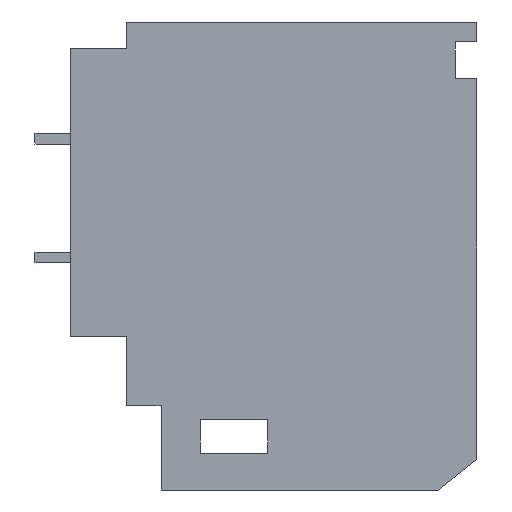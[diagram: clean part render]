
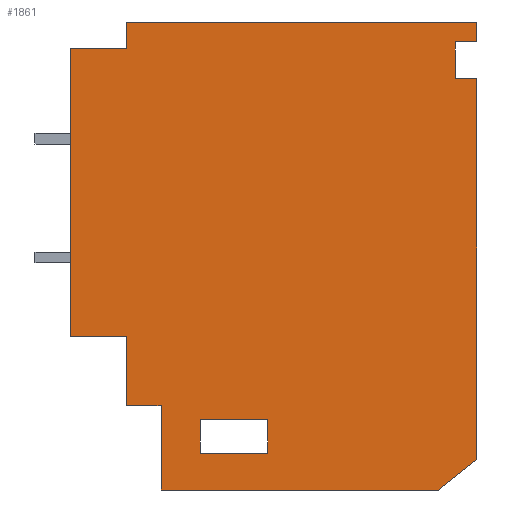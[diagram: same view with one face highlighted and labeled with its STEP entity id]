
A CAD part, left-side view. The second image highlights one B-rep face of the part: STEP entity #1861.
In plain terms, the highlighted planar face has unit normal (-1, 0, 0).
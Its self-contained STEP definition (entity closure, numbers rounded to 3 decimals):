
#22=DIRECTION('',(0.,-0.785,0.619));
#23=VECTOR('',#22,37.015);
#24=CARTESIAN_POINT('',(0.,-302.432,-351.));
#25=LINE('',#24,#23);
#26=DIRECTION('',(0.,1.,0.));
#27=VECTOR('',#26,207.878);
#28=CARTESIAN_POINT('',(0.,-302.432,-351.));
#29=LINE('',#28,#27);
#30=DIRECTION('',(0.,0.,1.));
#31=VECTOR('',#30,63.086);
#32=CARTESIAN_POINT('',(0.,-94.555,-351.));
#33=LINE('',#32,#31);
#34=DIRECTION('',(0.,-1.,0.));
#35=VECTOR('',#34,26.055);
#36=CARTESIAN_POINT('',(0.,-68.5,-287.914));
#37=LINE('',#36,#35);
#38=DIRECTION('',(0.,0.,-1.));
#39=VECTOR('',#38,51.835);
#40=CARTESIAN_POINT('',(0.,-68.5,-236.079));
#41=LINE('',#40,#39);
#42=DIRECTION('',(0.,-1.,0.));
#43=VECTOR('',#42,42.);
#44=CARTESIAN_POINT('',(0.,-26.5,-236.079));
#45=LINE('',#44,#43);
#46=DIRECTION('',(0.,-1.,0.));
#47=VECTOR('',#46,42.);
#48=CARTESIAN_POINT('',(0.,-26.5,-20.));
#49=LINE('',#48,#47);
#50=DIRECTION('',(0.,0.,-1.));
#51=VECTOR('',#50,20.);
#52=CARTESIAN_POINT('',(0.,-68.5,0.));
#53=LINE('',#52,#51);
#54=DIRECTION('',(0.,-1.,0.));
#55=VECTOR('',#54,263.);
#56=CARTESIAN_POINT('',(0.,-68.5,0.));
#57=LINE('',#56,#55);
#58=DIRECTION('',(0.,0.,-1.));
#59=VECTOR('',#58,14.877);
#60=CARTESIAN_POINT('',(0.,-331.5,0.));
#61=LINE('',#60,#59);
#62=DIRECTION('',(0.,1.,0.));
#63=VECTOR('',#62,16.488);
#64=CARTESIAN_POINT('',(0.,-331.5,-14.877));
#65=LINE('',#64,#63);
#66=DIRECTION('',(0.,0.,1.));
#67=VECTOR('',#66,27.607);
#68=CARTESIAN_POINT('',(0.,-315.012,-42.484));
#69=LINE('',#68,#67);
#70=DIRECTION('',(0.,1.,0.));
#71=VECTOR('',#70,16.488);
#72=CARTESIAN_POINT('',(0.,-331.5,-42.484));
#73=LINE('',#72,#71);
#74=DIRECTION('',(0.,0.,-1.));
#75=VECTOR('',#74,285.599);
#76=CARTESIAN_POINT('',(0.,-331.5,-42.484));
#77=LINE('',#76,#75);
#78=DIRECTION('',(0.,0.,1.));
#79=VECTOR('',#78,25.036);
#80=CARTESIAN_POINT('',(0.,-123.798,-323.347));
#81=LINE('',#80,#79);
#82=DIRECTION('',(0.,1.,0.));
#83=VECTOR('',#82,50.748);
#84=CARTESIAN_POINT('',(0.,-174.546,-323.347));
#85=LINE('',#84,#83);
#86=DIRECTION('',(0.,0.,-1.));
#87=VECTOR('',#86,25.036);
#88=CARTESIAN_POINT('',(0.,-174.546,-298.311));
#89=LINE('',#88,#87);
#90=DIRECTION('',(0.,-1.,0.));
#91=VECTOR('',#90,50.748);
#92=CARTESIAN_POINT('',(0.,-123.798,-298.311));
#93=LINE('',#92,#91);
#498=DIRECTION('',(0.,0.,-1.));
#499=VECTOR('',#498,216.079);
#500=CARTESIAN_POINT('',(0.,-26.5,-20.));
#501=LINE('',#500,#499);
#1382=CARTESIAN_POINT('',(0.,-331.5,0.));
#1384=VERTEX_POINT('',#1382);
#1610=CARTESIAN_POINT('',(0.,-94.555,-351.));
#1611=CARTESIAN_POINT('',(0.,-94.555,-287.914));
#1612=VERTEX_POINT('',#1610);
#1613=VERTEX_POINT('',#1611);
#1614=CARTESIAN_POINT('',(0.,-315.012,-42.484));
#1615=CARTESIAN_POINT('',(0.,-315.012,-14.877));
#1616=VERTEX_POINT('',#1614);
#1617=VERTEX_POINT('',#1615);
#1618=CARTESIAN_POINT('',(0.,-331.5,-14.877));
#1619=VERTEX_POINT('',#1618);
#1620=CARTESIAN_POINT('',(0.,-331.5,-42.484));
#1621=VERTEX_POINT('',#1620);
#1646=CARTESIAN_POINT('',(0.,-302.432,-351.));
#1647=CARTESIAN_POINT('',(0.,-331.5,-328.083));
#1648=VERTEX_POINT('',#1646);
#1649=VERTEX_POINT('',#1647);
#1650=CARTESIAN_POINT('',(0.,-123.798,-323.347));
#1651=CARTESIAN_POINT('',(0.,-123.798,-298.311));
#1652=VERTEX_POINT('',#1650);
#1653=VERTEX_POINT('',#1651);
#1654=CARTESIAN_POINT('',(0.,-174.546,-298.311));
#1655=VERTEX_POINT('',#1654);
#1656=CARTESIAN_POINT('',(0.,-174.546,-323.347));
#1657=VERTEX_POINT('',#1656);
#1678=CARTESIAN_POINT('',(0.,-68.5,0.));
#1679=CARTESIAN_POINT('',(0.,-68.5,-20.));
#1680=VERTEX_POINT('',#1678);
#1681=VERTEX_POINT('',#1679);
#1682=CARTESIAN_POINT('',(0.,-26.5,-20.));
#1683=VERTEX_POINT('',#1682);
#1690=CARTESIAN_POINT('',(0.,-26.5,-236.079));
#1691=CARTESIAN_POINT('',(0.,-68.5,-236.079));
#1692=VERTEX_POINT('',#1690);
#1693=VERTEX_POINT('',#1691);
#1694=CARTESIAN_POINT('',(0.,-68.5,-287.914));
#1695=VERTEX_POINT('',#1694);
#1814=CARTESIAN_POINT('',(0.,0.,0.));
#1815=DIRECTION('',(1.,0.,0.));
#1816=DIRECTION('',(0.,-1.,0.));
#1817=AXIS2_PLACEMENT_3D('',#1814,#1815,#1816);
#1818=PLANE('',#1817);
#1820=ORIENTED_EDGE('',*,*,#1819,.F.);
#1822=ORIENTED_EDGE('',*,*,#1821,.T.);
#1824=ORIENTED_EDGE('',*,*,#1823,.T.);
#1826=ORIENTED_EDGE('',*,*,#1825,.F.);
#1828=ORIENTED_EDGE('',*,*,#1827,.F.);
#1830=ORIENTED_EDGE('',*,*,#1829,.F.);
#1832=ORIENTED_EDGE('',*,*,#1831,.F.);
#1834=ORIENTED_EDGE('',*,*,#1833,.T.);
#1836=ORIENTED_EDGE('',*,*,#1835,.F.);
#1838=ORIENTED_EDGE('',*,*,#1837,.T.);
#1840=ORIENTED_EDGE('',*,*,#1839,.T.);
#1842=ORIENTED_EDGE('',*,*,#1841,.T.);
#1844=ORIENTED_EDGE('',*,*,#1843,.F.);
#1846=ORIENTED_EDGE('',*,*,#1845,.F.);
#1848=ORIENTED_EDGE('',*,*,#1847,.T.);
#1849=EDGE_LOOP('',(#1820,#1822,#1824,#1826,#1828,#1830,#1832,#1834,#1836,#1838,
#1840,#1842,#1844,#1846,#1848));
#1850=FACE_OUTER_BOUND('',#1849,.F.);
#1852=ORIENTED_EDGE('',*,*,#1851,.F.);
#1854=ORIENTED_EDGE('',*,*,#1853,.F.);
#1856=ORIENTED_EDGE('',*,*,#1855,.F.);
#1858=ORIENTED_EDGE('',*,*,#1857,.F.);
#1859=EDGE_LOOP('',(#1852,#1854,#1856,#1858));
#1860=FACE_BOUND('',#1859,.F.);
#1861=ADVANCED_FACE('',(#1850,#1860),#1818,.F.);
#1819=EDGE_CURVE('',#1648,#1649,#25,.T.);
#1821=EDGE_CURVE('',#1648,#1612,#29,.T.);
#1823=EDGE_CURVE('',#1612,#1613,#33,.T.);
#1825=EDGE_CURVE('',#1695,#1613,#37,.T.);
#1827=EDGE_CURVE('',#1693,#1695,#41,.T.);
#1829=EDGE_CURVE('',#1692,#1693,#45,.T.);
#1831=EDGE_CURVE('',#1683,#1692,#501,.T.);
#1833=EDGE_CURVE('',#1683,#1681,#49,.T.);
#1835=EDGE_CURVE('',#1680,#1681,#53,.T.);
#1837=EDGE_CURVE('',#1680,#1384,#57,.T.);
#1839=EDGE_CURVE('',#1384,#1619,#61,.T.);
#1841=EDGE_CURVE('',#1619,#1617,#65,.T.);
#1843=EDGE_CURVE('',#1616,#1617,#69,.T.);
#1845=EDGE_CURVE('',#1621,#1616,#73,.T.);
#1847=EDGE_CURVE('',#1621,#1649,#77,.T.);
#1851=EDGE_CURVE('',#1652,#1653,#81,.T.);
#1853=EDGE_CURVE('',#1657,#1652,#85,.T.);
#1855=EDGE_CURVE('',#1655,#1657,#89,.T.);
#1857=EDGE_CURVE('',#1653,#1655,#93,.T.);
